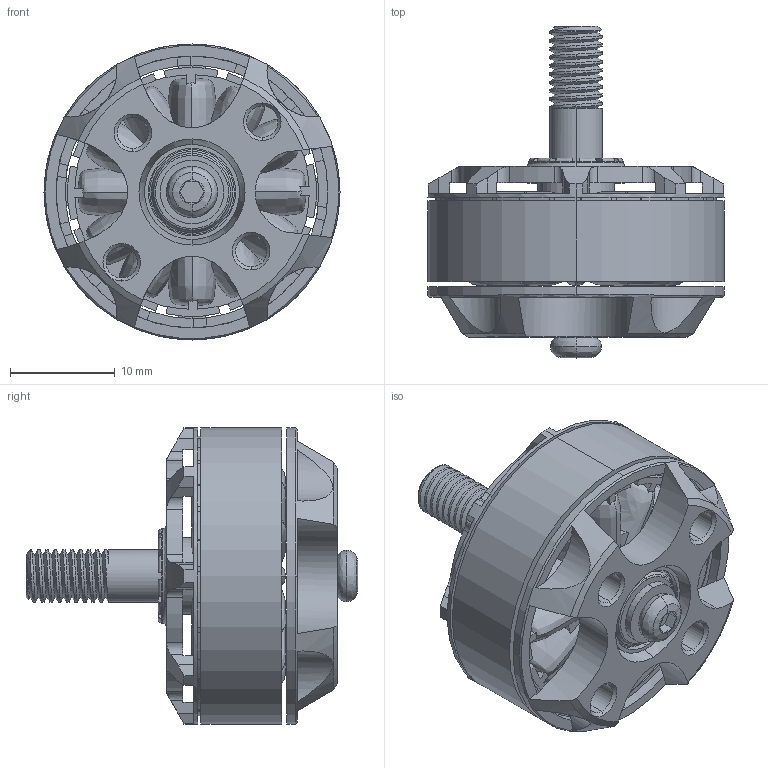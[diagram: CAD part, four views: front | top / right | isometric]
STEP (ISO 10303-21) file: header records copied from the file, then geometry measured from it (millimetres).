
FILE_DESCRIPTION (( 'STEP AP203' ), '1' );
FILE_NAME ('FanMotor.STEP', '2019-11-23T19:15:20', ( '' ), ( '' ), 'SwSTEP 2.0', 'SolidWorks 2019', '' );
FILE_SCHEMA (( 'CONFIG_CONTROL_DESIGN' ));
Length unit declared in the file: millimetre
Products named in the file (1): FanMotor
Bounding box: 28.3 x 31.74 x 28.3 mm (x, y, z)
Volume: 6588.5 mm3; surface area: 8937 mm2
Topology: 5 solids, 5 shells, 720 faces, 2051 edges, 1340 vertices
Faces by surface type: plane 340, cylinder 250, bspline 96, cone 34
Entity records: 29688 total; most frequent: CARTESIAN_POINT 11620, ORIENTED_EDGE 4102, DIRECTION 3402, EDGE_CURVE 2051, VERTEX_POINT 1340, AXIS2_PLACEMENT_3D 1223, LINE 956, VECTOR 956
